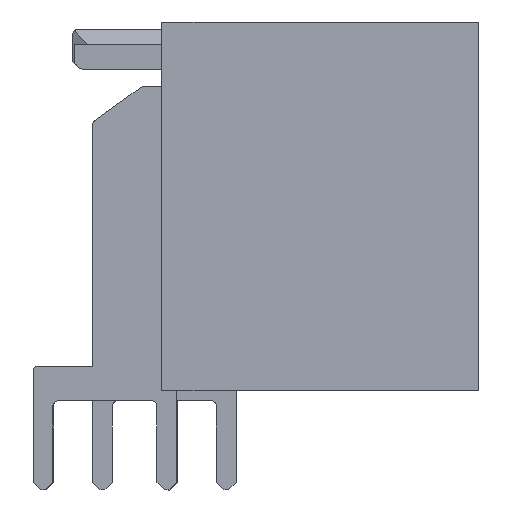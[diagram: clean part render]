
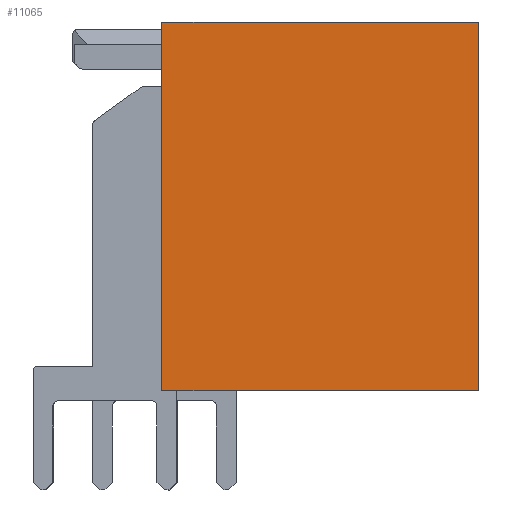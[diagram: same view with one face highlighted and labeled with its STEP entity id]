
A CAD part, left-side view. The second image highlights one B-rep face of the part: STEP entity #11065.
In plain terms, the highlighted face is planar.
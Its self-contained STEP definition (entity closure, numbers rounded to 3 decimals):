
#1302=ORIENTED_EDGE('',*,*,#3226,.F.);
#1303=ORIENTED_EDGE('',*,*,#3314,.F.);
#1304=ORIENTED_EDGE('',*,*,#3235,.F.);
#1305=ORIENTED_EDGE('',*,*,#3218,.F.);
#3218=EDGE_CURVE('',#4257,#4258,#5174,.T.);
#3226=EDGE_CURVE('',#4263,#4257,#5182,.T.);
#3235=EDGE_CURVE('',#4258,#4268,#5191,.T.);
#3314=EDGE_CURVE('',#4268,#4263,#5270,.T.);
#4257=VERTEX_POINT('',#15191);
#4258=VERTEX_POINT('',#15193);
#4263=VERTEX_POINT('',#15207);
#4268=VERTEX_POINT('',#15228);
#5174=LINE('',#15192,#6306);
#5182=LINE('',#15208,#6314);
#5191=LINE('',#15227,#6323);
#5270=LINE('',#15366,#6402);
#6306=VECTOR('',#12805,1000.);
#6314=VECTOR('',#12817,1000.);
#6323=VECTOR('',#12838,1000.);
#6402=VECTOR('',#12991,1000.);
#7021=EDGE_LOOP('',(#1302,#1303,#1304,#1305));
#7445=FACE_BOUND('',#7021,.T.);
#7854=PLANE('',#11504);
#11065=ADVANCED_FACE('',(#7445),#7854,.F.);
#11504=AXIS2_PLACEMENT_3D('',#15365,#12989,#12990);
#12805=DIRECTION('',(0.,0.,1.));
#12817=DIRECTION('',(-1.,0.,0.));
#12838=DIRECTION('',(1.,0.,0.));
#12989=DIRECTION('',(0.,1.,0.));
#12990=DIRECTION('',(1.,0.,0.));
#12991=DIRECTION('',(0.,0.,-1.));
#15191=CARTESIAN_POINT('',(-4.604,0.,-9.247));
#15192=CARTESIAN_POINT('',(-4.604,0.,-9.247));
#15193=CARTESIAN_POINT('',(-4.604,0.001,5.653));
#15207=CARTESIAN_POINT('',(8.196,-0.002,-9.247));
#15208=CARTESIAN_POINT('',(8.196,-0.002,-9.247));
#15227=CARTESIAN_POINT('',(-4.604,0.001,5.653));
#15228=CARTESIAN_POINT('',(8.196,0.,5.653));
#15365=CARTESIAN_POINT('',(1.796,0.,-1.797));
#15366=CARTESIAN_POINT('',(8.196,0.,5.653));
